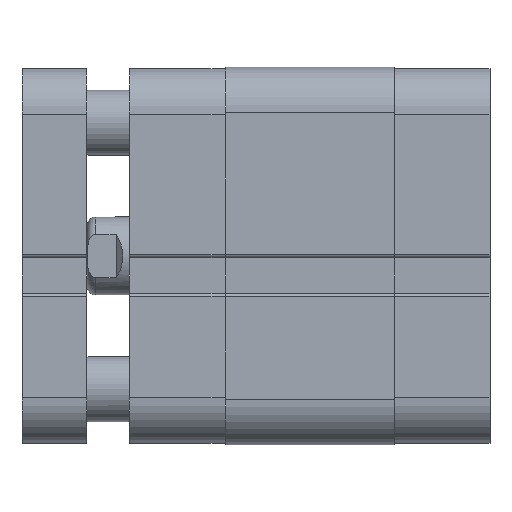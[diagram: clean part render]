
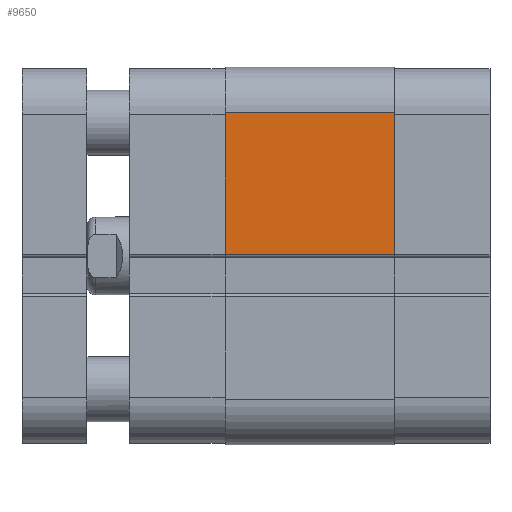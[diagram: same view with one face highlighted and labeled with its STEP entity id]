
A CAD part, left-side view. The second image highlights one B-rep face of the part: STEP entity #9650.
In plain terms, the highlighted planar face has unit normal (-1, 0, 0).
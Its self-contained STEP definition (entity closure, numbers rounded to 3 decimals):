
#8029=CARTESIAN_POINT('',(-29.05,13.0,0.25));
#8030=VERTEX_POINT('',#8029);
#8038=CARTESIAN_POINT('',(-29.05,13.0,22.05));
#8039=VERTEX_POINT('',#8038);
#8040=CARTESIAN_POINT('',(-29.05,13.0,22.05));
#8041=DIRECTION('',(0.0,0.0,-1.0));
#8042=VECTOR('',#8041,21.8);
#8043=LINE('',#8040,#8042);
#8044=EDGE_CURVE('',#8039,#8030,#8043,.T.);
#9134=CARTESIAN_POINT('',(-29.05,-13.0,22.05));
#9135=VERTEX_POINT('',#9134);
#9143=CARTESIAN_POINT('',(-29.05,-13.0,0.25));
#9144=VERTEX_POINT('',#9143);
#9145=CARTESIAN_POINT('',(-29.05,-13.0,0.25));
#9146=DIRECTION('',(0.0,0.0,1.0));
#9147=VECTOR('',#9146,21.8);
#9148=LINE('',#9145,#9147);
#9149=EDGE_CURVE('',#9144,#9135,#9148,.T.);
#9623=CARTESIAN_POINT('',(-29.05,13.0,22.05));
#9624=DIRECTION('',(0.0,-1.0,0.0));
#9625=VECTOR('',#9624,26.0);
#9626=LINE('',#9623,#9625);
#9627=EDGE_CURVE('',#8039,#9135,#9626,.T.);
#9634=CARTESIAN_POINT('',(-29.05,0.0,22.05));
#9635=DIRECTION('',(-1.0,0.0,0.0));
#9636=DIRECTION('',(0.0,0.0,1.0));
#9637=AXIS2_PLACEMENT_3D('',#9634,#9635,#9636);
#9638=PLANE('',#9637);
#9639=ORIENTED_EDGE('',*,*,#8044,.T.);
#9640=CARTESIAN_POINT('',(-29.05,13.0,0.25));
#9641=DIRECTION('',(0.0,-1.0,0.0));
#9642=VECTOR('',#9641,26.0);
#9643=LINE('',#9640,#9642);
#9644=EDGE_CURVE('',#8030,#9144,#9643,.T.);
#9645=ORIENTED_EDGE('',*,*,#9644,.T.);
#9646=ORIENTED_EDGE('',*,*,#9149,.T.);
#9647=ORIENTED_EDGE('',*,*,#9627,.F.);
#9648=EDGE_LOOP('',(#9639,#9645,#9646,#9647));
#9649=FACE_OUTER_BOUND('',#9648,.T.);
#9650=ADVANCED_FACE('',(#9649),#9638,.T.);
